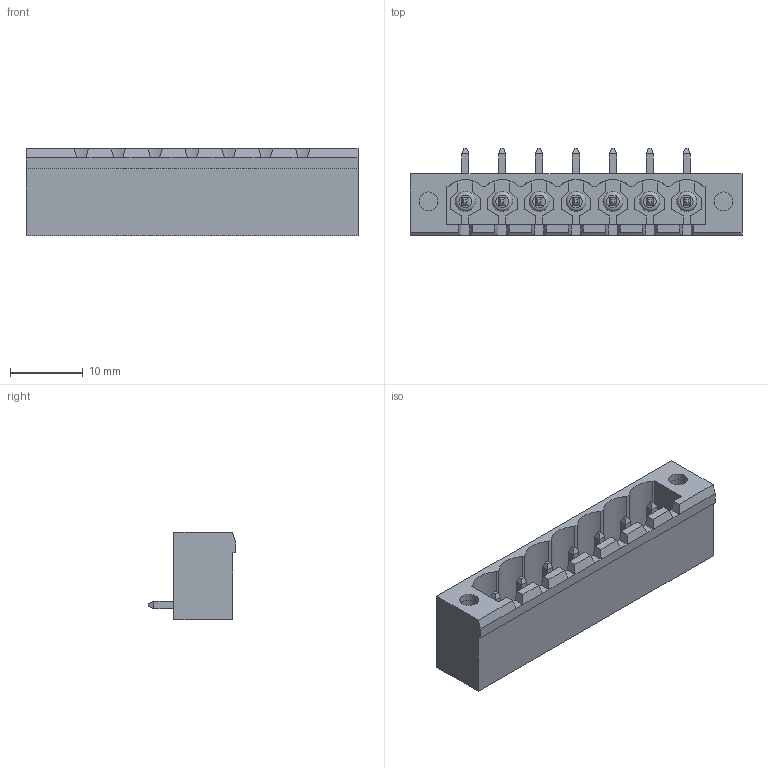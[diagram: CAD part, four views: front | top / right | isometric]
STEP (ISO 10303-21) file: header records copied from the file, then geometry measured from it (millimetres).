
FILE_DESCRIPTION( ( 'Unknown' ), '1' );
FILE_NAME( '691317510007.stp', 'Unknown', ( 'Unknown' ), ( 'Unknown' ), 'PSStep 19.0.9', 'Unknown', ' ' );
FILE_SCHEMA( ( 'AUTOMOTIVE_DESIGN { 1 0 10303 214 1 1 1 1 }' ) );
Length unit declared in the file: millimetre
Products named in the file (4): Assem1; 6913175100xx_PIN; 6913175100xx_INSERT; 691317510007
Assembly tree (10 placements, depth 2):
  Assem1
    6913175100xx_PIN  x7
    6913175100xx_INSERT  x2
    691317510007
Bounding box: 45.72 x 12 x 12 mm (x, y, z)
Volume: 2008.6 mm3; surface area: 5023.7 mm2
Topology: 10 solids, 10 shells, 429 faces, 1134 edges, 733 vertices
Faces by surface type: plane 393, cylinder 25, torus 11
Full cylindrical faces by diameter (mm): 2.6 x4, 2.75 x7
Entity records: 12695 total; most frequent: CARTESIAN_POINT 2007, ORIENTED_EDGE 1712, DIRECTION 1555, EDGE_CURVE 856, LINE 785, VECTOR 785, VERTEX_POINT 573, AXIS2_PLACEMENT_3D 385
